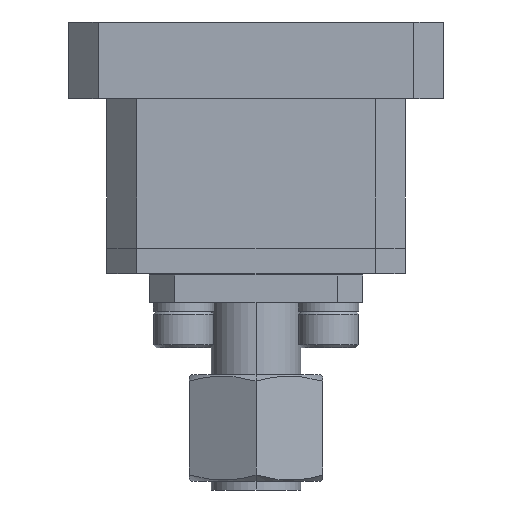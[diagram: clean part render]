
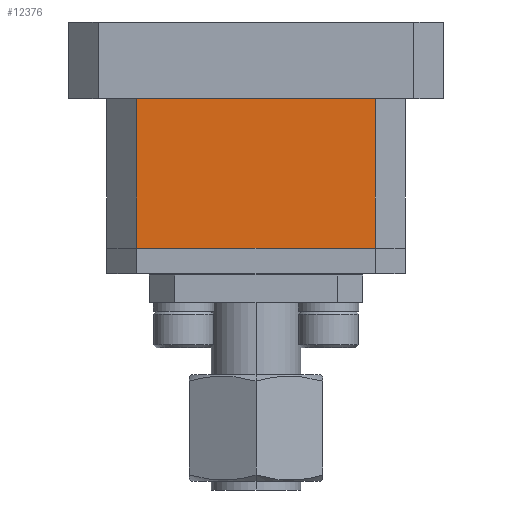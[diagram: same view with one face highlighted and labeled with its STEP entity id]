
A CAD part, front view. The second image highlights one B-rep face of the part: STEP entity #12376.
In plain terms, the highlighted planar face has unit normal (0, -1, 0).
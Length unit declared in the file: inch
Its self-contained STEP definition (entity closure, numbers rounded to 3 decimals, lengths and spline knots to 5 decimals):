
#454 = EDGE_LOOP ( 'NONE', ( #20759, #2635, #13522, #19320 ) ) ;
#832 = VECTOR ( 'NONE', #20295, 39.37008 ) ;
#1473 = CARTESIAN_POINT ( 'NONE',  ( -1.83543, 0.15386, 0.59447 ) ) ;
#2088 = CARTESIAN_POINT ( 'NONE',  ( -1.83543, 0.15386, 0.24447 ) ) ;
#2237 = CARTESIAN_POINT ( 'NONE',  ( -1.20543, 0.15386, 0.24447 ) ) ;
#2413 = EDGE_CURVE ( 'NONE', #7245, #5131, #13702, .T. ) ;
#2635 = ORIENTED_EDGE ( 'NONE', *, *, #3727, .T. ) ;
#2673 = CARTESIAN_POINT ( 'NONE',  ( -1.76543, 0.15386, 0.24447 ) ) ;
#3219 = DIRECTION ( 'NONE',  ( -1., 0., 0. ) ) ;
#3727 = EDGE_CURVE ( 'NONE', #13211, #9630, #10682, .T. ) ;
#5039 = EDGE_CURVE ( 'NONE', #5131, #13211, #18658, .T. ) ;
#5131 = VERTEX_POINT ( 'NONE', #17752 ) ;
#5357 = VECTOR ( 'NONE', #3219, 39.37008 ) ;
#5396 = VECTOR ( 'NONE', #10733, 39.37008 ) ;
#6645 = DIRECTION ( 'NONE',  ( 0., 1., 0. ) ) ;
#7245 = VERTEX_POINT ( 'NONE', #12626 ) ;
#8069 = EDGE_CURVE ( 'NONE', #7245, #9630, #17138, .T. ) ;
#9473 = VECTOR ( 'NONE', #12043, 39.37008 ) ;
#9630 = VERTEX_POINT ( 'NONE', #14069 ) ;
#10230 = AXIS2_PLACEMENT_3D ( 'NONE', #2088, #6645, #17883 ) ;
#10682 = LINE ( 'NONE', #2673, #5396 ) ;
#10733 = DIRECTION ( 'NONE',  ( 0., 0., -1. ) ) ;
#11653 = CARTESIAN_POINT ( 'NONE',  ( -1.76543, 0.15386, 0.59447 ) ) ;
#12043 = DIRECTION ( 'NONE',  ( 0., 0., 1. ) ) ;
#12376 = ADVANCED_FACE ( 'NONE', ( #19780 ), #17523, .F. ) ;
#12626 = CARTESIAN_POINT ( 'NONE',  ( -1.20543, 0.15386, 0.24447 ) ) ;
#13211 = VERTEX_POINT ( 'NONE', #11653 ) ;
#13522 = ORIENTED_EDGE ( 'NONE', *, *, #8069, .F. ) ;
#13702 = LINE ( 'NONE', #2237, #9473 ) ;
#14069 = CARTESIAN_POINT ( 'NONE',  ( -1.76543, 0.15386, 0.24447 ) ) ;
#17138 = LINE ( 'NONE', #20443, #832 ) ;
#17523 = PLANE ( 'NONE',  #10230 ) ;
#17752 = CARTESIAN_POINT ( 'NONE',  ( -1.20543, 0.15386, 0.59447 ) ) ;
#17883 = DIRECTION ( 'NONE',  ( -1., 0., 0. ) ) ;
#18658 = LINE ( 'NONE', #1473, #5357 ) ;
#19320 = ORIENTED_EDGE ( 'NONE', *, *, #2413, .T. ) ;
#19780 = FACE_OUTER_BOUND ( 'NONE', #454, .T. ) ;
#20295 = DIRECTION ( 'NONE',  ( -1., 0., 0. ) ) ;
#20443 = CARTESIAN_POINT ( 'NONE',  ( -1.83543, 0.15386, 0.24447 ) ) ;
#20759 = ORIENTED_EDGE ( 'NONE', *, *, #5039, .T. ) ;
